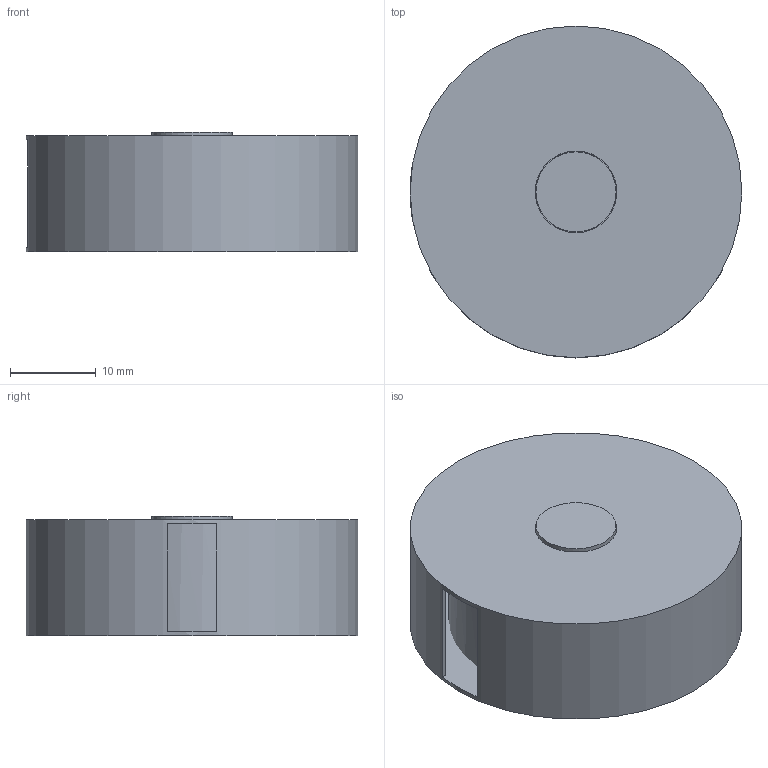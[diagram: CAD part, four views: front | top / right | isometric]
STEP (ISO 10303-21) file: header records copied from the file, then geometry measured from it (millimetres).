
FILE_DESCRIPTION(/* description */ ('STEP AP242','CAx-IF Rec.Pracs.---Representation and Presentation of Product Manufacturing Information (PMI)---4.0---2014-10-13','CAx-IF Rec.Pracs.---3D Tessellated Geometry---0.4---2014-09-14','2;1'),/* implementation_level */ '2;1');
FILE_NAME(/* name */ '66b70b4973c0dc0087777b87',/* time_stamp */ '2024-08-10T06:40:09Z',/* author */ (''),/* organization */ (''),/* preprocessor_version */ 'ST-DEVELOPER v20',/* originating_system */ ' ',/* authorisation */ ' ');
FILE_SCHEMA (('AP242_MANAGED_MODEL_BASED_3D_ENGINEERING_MIM_LF { 1 0 10303 442 1 1 4 }'));
Length unit declared in the file: metre
Products named in the file (4): Part 3; Part 2; Curve 1; Part 1
Bounding box: 38.76 x 38.76 x 14 mm (x, y, z)
Volume: 3935.8 mm3; surface area: 12370.6 mm2
Topology: 3 solids, 3 shells, 53 faces, 132 edges, 87 vertices
Faces by surface type: plane 40, cylinder 13
Full cylindrical faces by diameter (mm): 5.8 x1, 9.35 x1, 9.55 x1, 26.7 x1, 29.7 x1, 38.765 x1
Entity records: 1703 total; most frequent: CARTESIAN_POINT 370, DIRECTION 267, ORIENTED_EDGE 238, EDGE_CURVE 119, AXIS2_PLACEMENT_3D 93, LINE 81, VECTOR 81, VERTEX_POINT 81
